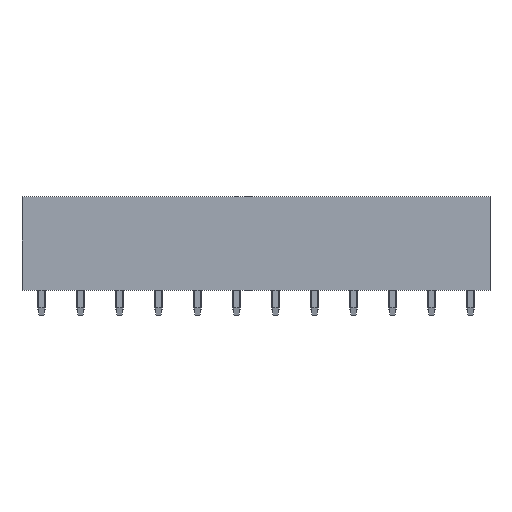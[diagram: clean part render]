
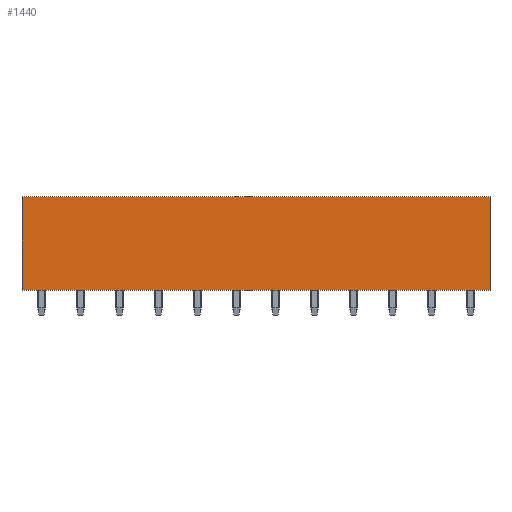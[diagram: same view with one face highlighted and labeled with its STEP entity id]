
A CAD part, front view. The second image highlights one B-rep face of the part: STEP entity #1440.
In plain terms, the highlighted planar face has unit normal (0, -1, 0).
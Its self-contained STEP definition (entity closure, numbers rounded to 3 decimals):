
#1420=AXIS2_PLACEMENT_3D('Plane Axis2P3D',#1417,#1418,#1419) ;
#1018=CARTESIAN_POINT('Vertex',(60.,0.,15.2)) ;
#1021=CARTESIAN_POINT('Line Origine',(60.,0.,9.2)) ;
#1025=CARTESIAN_POINT('Vertex',(60.,0.,3.2)) ;
#1402=CARTESIAN_POINT('Vertex',(0.,0.,15.2)) ;
#1405=CARTESIAN_POINT('Line Origine',(30.,0.,15.2)) ;
#1417=CARTESIAN_POINT('Axis2P3D Location',(0.,0.,3.2)) ;
#1422=CARTESIAN_POINT('Line Origine',(0.,0.,9.2)) ;
#1426=CARTESIAN_POINT('Vertex',(0.,0.,3.2)) ;
#1429=CARTESIAN_POINT('Line Origine',(30.,0.,3.2)) ;
#1022=DIRECTION('Vector Direction',(0.,0.,1.)) ;
#1406=DIRECTION('Vector Direction',(1.,0.,0.)) ;
#1418=DIRECTION('Axis2P3D Direction',(0.,1.,0.)) ;
#1419=DIRECTION('Axis2P3D XDirection',(0.,0.,1.)) ;
#1423=DIRECTION('Vector Direction',(0.,0.,1.)) ;
#1430=DIRECTION('Vector Direction',(1.,0.,0.)) ;
#1023=VECTOR('Line Direction',#1022,1.) ;
#1407=VECTOR('Line Direction',#1406,1.) ;
#1424=VECTOR('Line Direction',#1423,1.) ;
#1431=VECTOR('Line Direction',#1430,1.) ;
#1435=ORIENTED_EDGE('',*,*,#1027,.T.) ;
#1436=ORIENTED_EDGE('',*,*,#1409,.F.) ;
#1437=ORIENTED_EDGE('',*,*,#1428,.F.) ;
#1438=ORIENTED_EDGE('',*,*,#1433,.T.) ;
#1440=ADVANCED_FACE('Housing',(#1439),#1421,.F.) ;
#1027=EDGE_CURVE('',#1026,#1019,#1024,.T.) ;
#1409=EDGE_CURVE('',#1403,#1019,#1408,.T.) ;
#1428=EDGE_CURVE('',#1427,#1403,#1425,.T.) ;
#1433=EDGE_CURVE('',#1427,#1026,#1432,.T.) ;
#1434=EDGE_LOOP('',(#1435,#1436,#1437,#1438)) ;
#1439=FACE_OUTER_BOUND('',#1434,.T.) ;
#1024=LINE('Line',#1021,#1023) ;
#1408=LINE('Line',#1405,#1407) ;
#1425=LINE('Line',#1422,#1424) ;
#1432=LINE('Line',#1429,#1431) ;
#1421=PLANE('',#1420) ;
#1019=VERTEX_POINT('',#1018) ;
#1026=VERTEX_POINT('',#1025) ;
#1403=VERTEX_POINT('',#1402) ;
#1427=VERTEX_POINT('',#1426) ;
